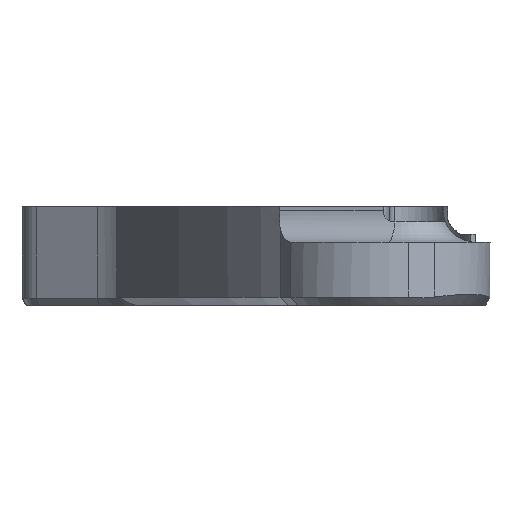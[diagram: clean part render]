
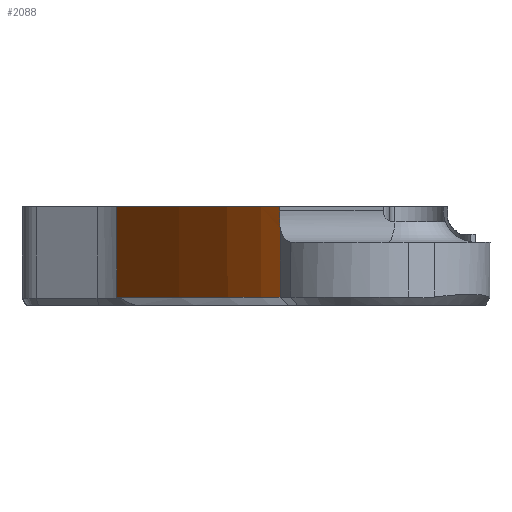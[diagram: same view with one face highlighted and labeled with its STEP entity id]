
A CAD part, left-side view. The second image highlights one B-rep face of the part: STEP entity #2088.
In plain terms, the highlighted cylindrical face has radius 68.868 mm (diameter 137.735 mm), a partial arc.
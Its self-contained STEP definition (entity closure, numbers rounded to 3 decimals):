
#169=LINE('',#3610,#313);
#173=LINE('',#3680,#317);
#174=LINE('',#3681,#318);
#313=VECTOR('',#2757,10.);
#317=VECTOR('',#2777,10.);
#318=VECTOR('',#2778,10.);
#413=CYLINDRICAL_SURFACE('',#2326,68.868);
#483=FACE_OUTER_BOUND('',#618,.T.);
#618=EDGE_LOOP('',(#1655,#1656,#1657,#1658,#1659,#1660));
#769=CIRCLE('',#2282,68.868);
#792=CIRCLE('',#2325,68.868);
#857=B_SPLINE_CURVE_WITH_KNOTS('',3,(#3674,#3675,#3676,#3677,#3678,#3679),
 .UNSPECIFIED.,.F.,.F.,(4,2,4),(0.478,0.536,0.564),
 .UNSPECIFIED.);
#964=VERTEX_POINT('',#3461);
#965=VERTEX_POINT('',#3463);
#1002=VERTEX_POINT('',#3606);
#1004=VERTEX_POINT('',#3609);
#1011=VERTEX_POINT('',#3657);
#1013=VERTEX_POINT('',#3673);
#1187=EDGE_CURVE('',#964,#965,#769,.T.);
#1238=EDGE_CURVE('',#1002,#1004,#169,.T.);
#1250=EDGE_CURVE('',#1011,#1004,#792,.T.);
#1253=EDGE_CURVE('',#1013,#1002,#857,.T.);
#1254=EDGE_CURVE('',#965,#1013,#173,.T.);
#1255=EDGE_CURVE('',#964,#1011,#174,.T.);
#1655=ORIENTED_EDGE('',*,*,#1253,.F.);
#1656=ORIENTED_EDGE('',*,*,#1254,.F.);
#1657=ORIENTED_EDGE('',*,*,#1187,.F.);
#1658=ORIENTED_EDGE('',*,*,#1255,.T.);
#1659=ORIENTED_EDGE('',*,*,#1250,.T.);
#1660=ORIENTED_EDGE('',*,*,#1238,.F.);
#2088=ADVANCED_FACE('',(#483),#413,.F.);
#2282=AXIS2_PLACEMENT_3D('',#3464,#2659,#2660);
#2325=AXIS2_PLACEMENT_3D('',#3658,#2773,#2774);
#2326=AXIS2_PLACEMENT_3D('',#3672,#2775,#2776);
#2659=DIRECTION('center_axis',(0.,0.,-1.));
#2660=DIRECTION('ref_axis',(-0.076,0.997,0.));
#2757=DIRECTION('',(0.,0.,-1.));
#2773=DIRECTION('center_axis',(0.,0.,-1.));
#2774=DIRECTION('ref_axis',(0.076,-0.997,0.));
#2775=DIRECTION('center_axis',(0.,0.,1.));
#2776=DIRECTION('ref_axis',(-0.076,0.997,0.));
#2777=DIRECTION('',(0.,0.,-1.));
#2778=DIRECTION('',(0.,0.,-1.));
#3461=CARTESIAN_POINT('',(26.736,14.181,0.));
#3463=CARTESIAN_POINT('',(-0.42,6.167,0.));
#3464=CARTESIAN_POINT('Origin',(-5.918,74.815,0.));
#3606=CARTESIAN_POINT('',(-0.681,6.147,-1.041));
#3609=CARTESIAN_POINT('',(-0.681,6.147,-4.45));
#3610=CARTESIAN_POINT('',(-0.681,6.147,0.));
#3657=CARTESIAN_POINT('',(26.736,14.181,-4.45));
#3658=CARTESIAN_POINT('Origin',(-5.918,74.815,-4.45));
#3672=CARTESIAN_POINT('Origin',(-5.918,74.815,0.));
#3673=CARTESIAN_POINT('',(-0.42,6.167,-0.2));
#3674=CARTESIAN_POINT('Ctrl Pts',(-0.42,6.167,-0.2));
#3675=CARTESIAN_POINT('Ctrl Pts',(-0.42,6.167,-0.394));
#3676=CARTESIAN_POINT('Ctrl Pts',(-0.461,6.164,-0.601));
#3677=CARTESIAN_POINT('Ctrl Pts',(-0.581,6.155,-0.878));
#3678=CARTESIAN_POINT('Ctrl Pts',(-0.628,6.151,-0.962));
#3679=CARTESIAN_POINT('Ctrl Pts',(-0.681,6.147,-1.041));
#3680=CARTESIAN_POINT('',(-0.42,6.167,0.));
#3681=CARTESIAN_POINT('',(26.736,14.181,0.));
